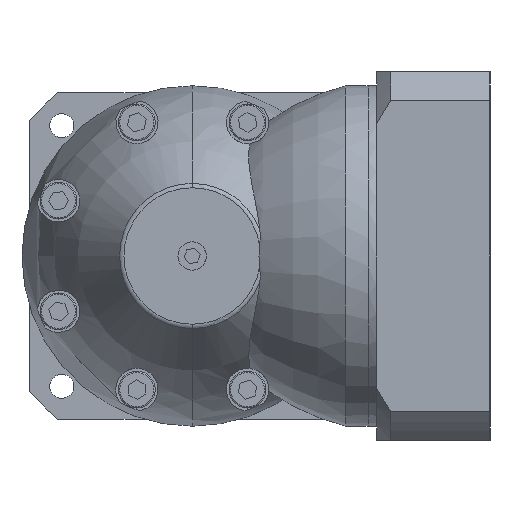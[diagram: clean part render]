
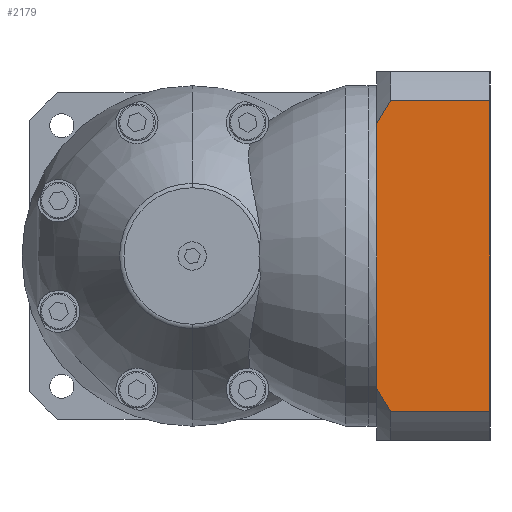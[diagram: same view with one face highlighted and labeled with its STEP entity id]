
A CAD part, left-side view. The second image highlights one B-rep face of the part: STEP entity #2179.
In plain terms, the highlighted planar face has unit normal (-1, 0, 0).
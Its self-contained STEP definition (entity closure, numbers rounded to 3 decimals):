
#305 = EDGE_CURVE ( 'NONE', #2089, #5462, #3338, .T. ) ;
#348 = PLANE ( 'NONE',  #12759 ) ;
#598 = EDGE_LOOP ( 'NONE', ( #3155, #2757, #14352, #8075, #4084, #7215 ) ) ;
#1936 = DIRECTION ( 'NONE',  ( 0., 0., -1. ) ) ;
#2089 = VERTEX_POINT ( 'NONE', #5304 ) ;
#2179 = ADVANCED_FACE ( 'NONE', ( #7626 ), #348, .F. ) ;
#2470 = CARTESIAN_POINT ( 'NONE',  ( -65., -70., 54.772 ) ) ;
#2671 = EDGE_CURVE ( 'NONE', #8439, #2089, #3287, .T. ) ;
#2757 = ORIENTED_EDGE ( 'NONE', *, *, #6232, .T. ) ;
#3070 = CARTESIAN_POINT ( 'NONE',  ( -65., -105., 54.772 ) ) ;
#3155 = ORIENTED_EDGE ( 'NONE', *, *, #14165, .T. ) ;
#3186 = VERTEX_POINT ( 'NONE', #10323 ) ;
#3287 = LINE ( 'NONE', #15305, #12939 ) ;
#3338 = LINE ( 'NONE', #5503, #13947 ) ;
#3866 = DIRECTION ( 'NONE',  ( 1., 0., 0. ) ) ;
#4084 = ORIENTED_EDGE ( 'NONE', *, *, #13274, .T. ) ;
#4519 = CARTESIAN_POINT ( 'NONE',  ( -65., -65., -46.637 ) ) ;
#4570 = LINE ( 'NONE', #3070, #12215 ) ;
#5219 = CARTESIAN_POINT ( 'NONE',  ( -65., -105., 54.772 ) ) ;
#5304 = CARTESIAN_POINT ( 'NONE',  ( -65., -105., -54.772 ) ) ;
#5462 = VERTEX_POINT ( 'NONE', #11049 ) ;
#5503 = CARTESIAN_POINT ( 'NONE',  ( -65., -105., -54.772 ) ) ;
#5805 = CARTESIAN_POINT ( 'NONE',  ( -65., -65., -46.637 ) ) ;
#5891 = LINE ( 'NONE', #10788, #10774 ) ;
#6232 = EDGE_CURVE ( 'NONE', #10049, #5462, #15467, .T. ) ;
#7081 = CARTESIAN_POINT ( 'NONE',  ( -65., -68.275, -52.096 ) ) ;
#7215 = ORIENTED_EDGE ( 'NONE', *, *, #13808, .T. ) ;
#7626 = FACE_OUTER_BOUND ( 'NONE', #598, .T. ) ;
#8075 = ORIENTED_EDGE ( 'NONE', *, *, #2671, .F. ) ;
#8433 = CARTESIAN_POINT ( 'NONE',  ( -65., -66.603, -49.388 ) ) ;
#8439 = VERTEX_POINT ( 'NONE', #11834 ) ;
#9682 = CARTESIAN_POINT ( 'NONE',  ( -65., -66.603, 49.388 ) ) ;
#10049 = VERTEX_POINT ( 'NONE', #4519 ) ;
#10323 = CARTESIAN_POINT ( 'NONE',  ( -65., -70., 54.772 ) ) ;
#10774 = VECTOR ( 'NONE', #12388, 1000. ) ;
#10788 = CARTESIAN_POINT ( 'NONE',  ( -65., -65., 54.772 ) ) ;
#10928 = CARTESIAN_POINT ( 'NONE',  ( -65., -70., -54.772 ) ) ;
#11049 = CARTESIAN_POINT ( 'NONE',  ( -65., -70., -54.772 ) ) ;
#11673 = DIRECTION ( 'NONE',  ( 0., 1., 0. ) ) ;
#11834 = CARTESIAN_POINT ( 'NONE',  ( -65., -105., 54.772 ) ) ;
#11874 = CARTESIAN_POINT ( 'NONE',  ( -65., -65., 46.637 ) ) ;
#12215 = VECTOR ( 'NONE', #14117, 1000. ) ;
#12388 = DIRECTION ( 'NONE',  ( 0., 0., -1. ) ) ;
#12759 = AXIS2_PLACEMENT_3D ( 'NONE', #5219, #3866, #13802 ) ;
#12939 = VECTOR ( 'NONE', #1936, 1000. ) ;
#13138 = CARTESIAN_POINT ( 'NONE',  ( -65., -65., 46.637 ) ) ;
#13274 = EDGE_CURVE ( 'NONE', #8439, #3186, #4570, .T. ) ;
#13434 = B_SPLINE_CURVE_WITH_KNOTS ( 'NONE', 3,
 ( #2470, #15691, #9682, #13138 ),
 .UNSPECIFIED., .F., .F.,
 ( 4, 4 ),
 ( 0., 0.01 ),
 .UNSPECIFIED. ) ;
#13802 = DIRECTION ( 'NONE',  ( 0., 0., -1. ) ) ;
#13808 = EDGE_CURVE ( 'NONE', #3186, #14844, #13434, .T. ) ;
#13947 = VECTOR ( 'NONE', #11673, 1000. ) ;
#14117 = DIRECTION ( 'NONE',  ( 0., 1., 0. ) ) ;
#14165 = EDGE_CURVE ( 'NONE', #14844, #10049, #5891, .T. ) ;
#14352 = ORIENTED_EDGE ( 'NONE', *, *, #305, .F. ) ;
#14844 = VERTEX_POINT ( 'NONE', #11874 ) ;
#15305 = CARTESIAN_POINT ( 'NONE',  ( -65., -105., 54.772 ) ) ;
#15467 = B_SPLINE_CURVE_WITH_KNOTS ( 'NONE', 3,
 ( #5805, #8433, #7081, #10928 ),
 .UNSPECIFIED., .F., .F.,
 ( 4, 4 ),
 ( 0., 0.01 ),
 .UNSPECIFIED. ) ;
#15691 = CARTESIAN_POINT ( 'NONE',  ( -65., -68.275, 52.096 ) ) ;
